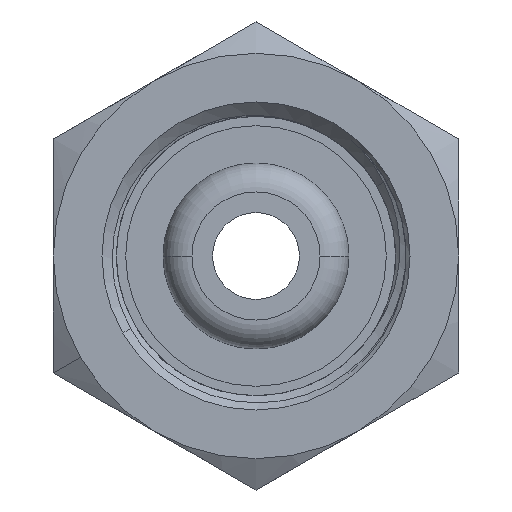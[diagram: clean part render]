
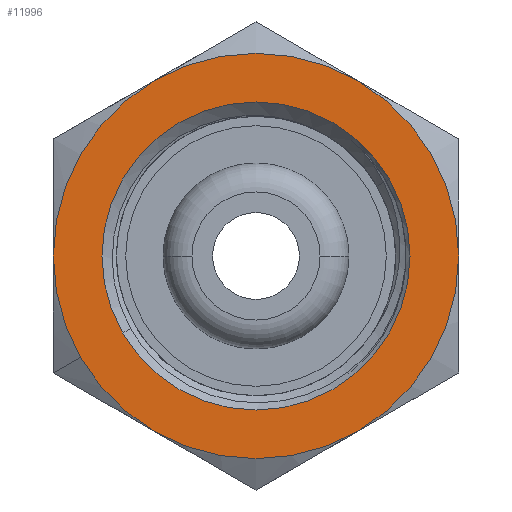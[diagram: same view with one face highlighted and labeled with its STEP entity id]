
A CAD part, left-side view. The second image highlights one B-rep face of the part: STEP entity #11996.
In plain terms, the highlighted planar face has unit normal (-1, 0, 0).
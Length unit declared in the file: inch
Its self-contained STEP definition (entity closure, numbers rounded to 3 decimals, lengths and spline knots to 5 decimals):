
#114 = DIRECTION ( 'NONE',  ( 1., 0., 0. ) ) ;
#438 = EDGE_CURVE ( 'NONE', #1989, #519, #8638, .T. ) ;
#480 = ORIENTED_EDGE ( 'NONE', *, *, #18127, .T. ) ;
#519 = VERTEX_POINT ( 'NONE', #16792 ) ;
#625 = CARTESIAN_POINT ( 'NONE',  ( -1.25, 0.75777, 0.4375 ) ) ;
#953 = CARTESIAN_POINT ( 'NONE',  ( -1.25, 0., 0. ) ) ;
#1135 = AXIS2_PLACEMENT_3D ( 'NONE', #15890, #9983, #11571 ) ;
#1260 = DIRECTION ( 'NONE',  ( 0., 1., 0. ) ) ;
#1349 = EDGE_CURVE ( 'NONE', #11021, #3985, #6715, .T. ) ;
#1388 = CARTESIAN_POINT ( 'NONE',  ( -1.25, 0., 0. ) ) ;
#1470 = CIRCLE ( 'NONE', #2528, 0.875 ) ;
#1672 = CIRCLE ( 'NONE', #8992, 0.665 ) ;
#1834 = CIRCLE ( 'NONE', #2187, 0.875 ) ;
#1989 = VERTEX_POINT ( 'NONE', #625 ) ;
#2140 = DIRECTION ( 'NONE',  ( 0., 1., 0. ) ) ;
#2169 = CARTESIAN_POINT ( 'NONE',  ( -1.25, 0., 0. ) ) ;
#2187 = AXIS2_PLACEMENT_3D ( 'NONE', #953, #13294, #16067 ) ;
#2528 = AXIS2_PLACEMENT_3D ( 'NONE', #2169, #15836, #17341 ) ;
#2705 = EDGE_CURVE ( 'NONE', #519, #11021, #10488, .T. ) ;
#2841 = ORIENTED_EDGE ( 'NONE', *, *, #438, .F. ) ;
#2971 = EDGE_CURVE ( 'NONE', #3985, #19454, #1470, .T. ) ;
#3633 = EDGE_CURVE ( 'NONE', #10336, #1989, #3839, .T. ) ;
#3839 = CIRCLE ( 'NONE', #1135, 0.875 ) ;
#3985 = VERTEX_POINT ( 'NONE', #10608 ) ;
#4010 = EDGE_CURVE ( 'NONE', #7148, #6955, #1672, .T. ) ;
#4214 = DIRECTION ( 'NONE',  ( 1., 0., 0. ) ) ;
#4586 = DIRECTION ( 'NONE',  ( 0., 1., 0. ) ) ;
#4619 = CARTESIAN_POINT ( 'NONE',  ( -1.25, 0., 0. ) ) ;
#4623 = ORIENTED_EDGE ( 'NONE', *, *, #2971, .F. ) ;
#5943 = DIRECTION ( 'NONE',  ( 1., 0., 0. ) ) ;
#6097 = DIRECTION ( 'NONE',  ( 0., 1., 0. ) ) ;
#6262 = VERTEX_POINT ( 'NONE', #9375 ) ;
#6715 = CIRCLE ( 'NONE', #14617, 0.875 ) ;
#6955 = VERTEX_POINT ( 'NONE', #12149 ) ;
#7148 = VERTEX_POINT ( 'NONE', #15597 ) ;
#7308 = PLANE ( 'NONE',  #11716 ) ;
#7543 = CARTESIAN_POINT ( 'NONE',  ( -1.25, 0., 0. ) ) ;
#8250 = CIRCLE ( 'NONE', #18176, 0.875 ) ;
#8638 = CIRCLE ( 'NONE', #11795, 0.875 ) ;
#8958 = CARTESIAN_POINT ( 'NONE',  ( -1.25, 0., 0. ) ) ;
#8992 = AXIS2_PLACEMENT_3D ( 'NONE', #8958, #12014, #19613 ) ;
#9250 = DIRECTION ( 'NONE',  ( 1., 0., 0. ) ) ;
#9316 = CARTESIAN_POINT ( 'NONE',  ( -1.25, 0., 0. ) ) ;
#9375 = CARTESIAN_POINT ( 'NONE',  ( -1.25, 0.75777, -0.4375 ) ) ;
#9504 = EDGE_CURVE ( 'NONE', #19454, #6262, #8250, .T. ) ;
#9910 = CARTESIAN_POINT ( 'NONE',  ( -1.25, 0.875, 0. ) ) ;
#9983 = DIRECTION ( 'NONE',  ( 1., 0., 0. ) ) ;
#10160 = CARTESIAN_POINT ( 'NONE',  ( -1.25, 0.665, 0. ) ) ;
#10227 = AXIS2_PLACEMENT_3D ( 'NONE', #12694, #11436, #2140 ) ;
#10336 = VERTEX_POINT ( 'NONE', #9910 ) ;
#10488 = CIRCLE ( 'NONE', #14105, 0.875 ) ;
#10489 = EDGE_CURVE ( 'NONE', #6262, #10336, #1834, .T. ) ;
#10608 = CARTESIAN_POINT ( 'NONE',  ( -1.25, -0.75777, -0.4375 ) ) ;
#10611 = EDGE_LOOP ( 'NONE', ( #2841, #13260, #12001, #18557, #4623, #13160, #14245 ) ) ;
#11021 = VERTEX_POINT ( 'NONE', #12609 ) ;
#11436 = DIRECTION ( 'NONE',  ( 1., 0., 0. ) ) ;
#11571 = DIRECTION ( 'NONE',  ( 0., 1., 0. ) ) ;
#11716 = AXIS2_PLACEMENT_3D ( 'NONE', #10160, #14892, #16250 ) ;
#11795 = AXIS2_PLACEMENT_3D ( 'NONE', #9316, #9250, #6097 ) ;
#11996 = ADVANCED_FACE ( 'NONE', ( #16721, #12743 ), #7308, .T. ) ;
#12001 = ORIENTED_EDGE ( 'NONE', *, *, #10489, .F. ) ;
#12014 = DIRECTION ( 'NONE',  ( 1., 0., 0. ) ) ;
#12149 = CARTESIAN_POINT ( 'NONE',  ( -1.25, 0.665, 0. ) ) ;
#12209 = EDGE_LOOP ( 'NONE', ( #13215, #480 ) ) ;
#12609 = CARTESIAN_POINT ( 'NONE',  ( -1.25, -0.75777, 0.4375 ) ) ;
#12694 = CARTESIAN_POINT ( 'NONE',  ( -1.25, 0., 0. ) ) ;
#12743 = FACE_OUTER_BOUND ( 'NONE', #10611, .T. ) ;
#13160 = ORIENTED_EDGE ( 'NONE', *, *, #1349, .F. ) ;
#13215 = ORIENTED_EDGE ( 'NONE', *, *, #4010, .T. ) ;
#13260 = ORIENTED_EDGE ( 'NONE', *, *, #3633, .F. ) ;
#13294 = DIRECTION ( 'NONE',  ( 1., 0., 0. ) ) ;
#14054 = CARTESIAN_POINT ( 'NONE',  ( -1.25, 0., -0.875 ) ) ;
#14105 = AXIS2_PLACEMENT_3D ( 'NONE', #7543, #4214, #1260 ) ;
#14225 = CIRCLE ( 'NONE', #10227, 0.665 ) ;
#14245 = ORIENTED_EDGE ( 'NONE', *, *, #2705, .F. ) ;
#14617 = AXIS2_PLACEMENT_3D ( 'NONE', #1388, #114, #4586 ) ;
#14892 = DIRECTION ( 'NONE',  ( -1., 0., 0. ) ) ;
#15089 = DIRECTION ( 'NONE',  ( 0., 1., 0. ) ) ;
#15597 = CARTESIAN_POINT ( 'NONE',  ( -1.25, -0.665, 0. ) ) ;
#15836 = DIRECTION ( 'NONE',  ( 1., 0., 0. ) ) ;
#15890 = CARTESIAN_POINT ( 'NONE',  ( -1.25, 0., 0. ) ) ;
#16067 = DIRECTION ( 'NONE',  ( 0., 1., 0. ) ) ;
#16250 = DIRECTION ( 'NONE',  ( 0., -1., 0. ) ) ;
#16721 = FACE_BOUND ( 'NONE', #12209, .T. ) ;
#16792 = CARTESIAN_POINT ( 'NONE',  ( -1.25, 0., 0.875 ) ) ;
#17341 = DIRECTION ( 'NONE',  ( 0., 1., 0. ) ) ;
#18127 = EDGE_CURVE ( 'NONE', #6955, #7148, #14225, .T. ) ;
#18176 = AXIS2_PLACEMENT_3D ( 'NONE', #4619, #5943, #15089 ) ;
#18557 = ORIENTED_EDGE ( 'NONE', *, *, #9504, .F. ) ;
#19454 = VERTEX_POINT ( 'NONE', #14054 ) ;
#19613 = DIRECTION ( 'NONE',  ( 0., 1., 0. ) ) ;
